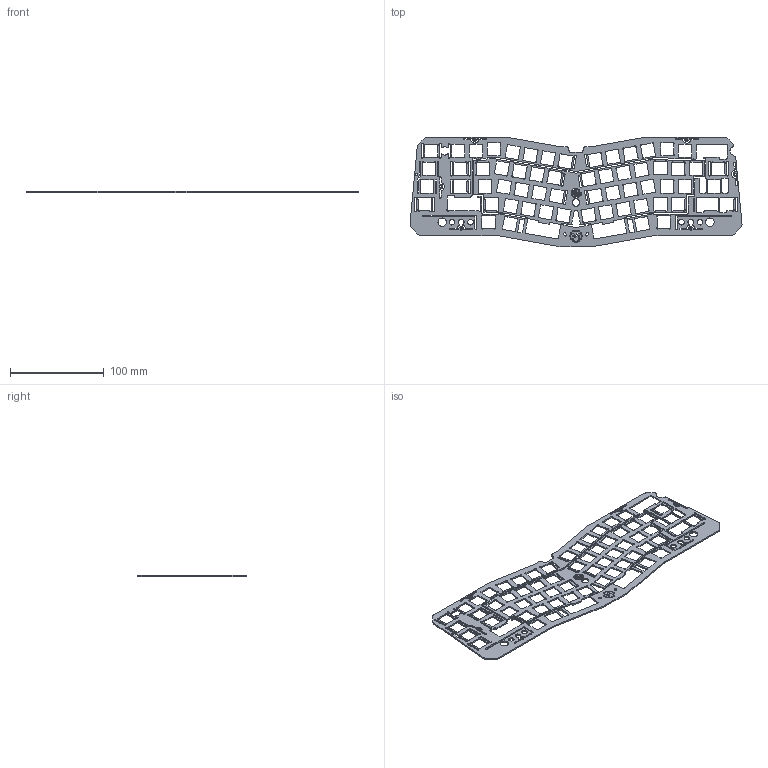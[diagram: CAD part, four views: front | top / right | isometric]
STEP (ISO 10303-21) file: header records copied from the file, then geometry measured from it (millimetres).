
FILE_DESCRIPTION(/* description */ (''),/* implementation_level */ '2;1');
FILE_NAME(/* name */ 'SwitchPlate_ThreeQuarterFlex.step',/* time_stamp */ '2021-01-31T18:55:08+01:00',/* author */ (''),/* organization */ (''),/* preprocessor_version */ 'ST-DEVELOPER v18.1',/* originating_system */ 'Autodesk Translation Framework v9.7.1.1290',/* authorisation */ '');
FILE_SCHEMA (('AUTOMOTIVE_DESIGN { 1 0 10303 214 3 1 1 }'));
Length unit declared in the file: millimetre
Products named in the file (1): SwitchPlate_Flex
Bounding box: 354.81 x 117.11 x 1.5 mm (x, y, z)
Volume: 28468.2 mm3; surface area: 49876.9 mm2
Topology: 1 solids, 1 shells, 1058 faces, 3168 edges, 2112 vertices
Faces by surface type: cylinder 561, plane 497
Full cylindrical faces by diameter (mm): 1.75 x14, 2.4 x8, 6 x4, 8 x1, 9 x2
Entity records: 36610 total; most frequent: DIRECTION 6408, CARTESIAN_POINT 6339, ORIENTED_EDGE 6336, EDGE_CURVE 3168, AXIS2_PLACEMENT_3D 2181, VERTEX_POINT 2112, LINE 2046, VECTOR 2046
